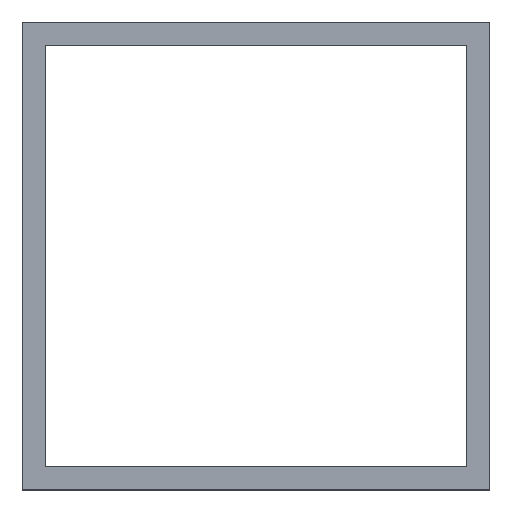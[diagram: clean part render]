
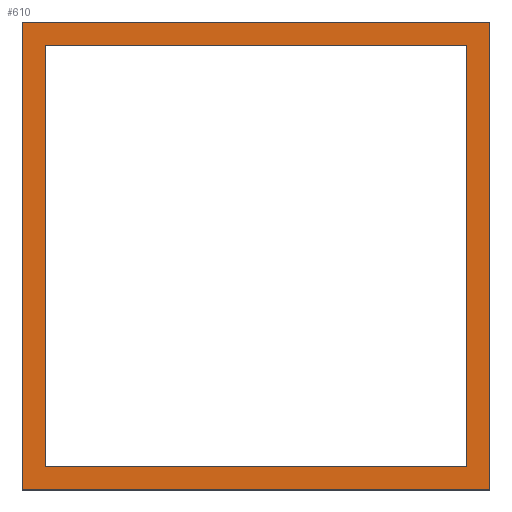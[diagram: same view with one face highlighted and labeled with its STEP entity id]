
A CAD part, front view. The second image highlights one B-rep face of the part: STEP entity #610.
In plain terms, the highlighted planar face has unit normal (0, -1, 0).
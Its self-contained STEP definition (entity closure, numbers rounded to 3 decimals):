
#57 = ORIENTED_EDGE ( 'NONE', *, *, #201, .T. ) ;
#82 = CARTESIAN_POINT ( 'NONE',  ( 18., 40., -133. ) ) ;
#166 = LINE ( 'NONE', #186, #1450 ) ;
#171 = CARTESIAN_POINT ( 'NONE',  ( -18., 40., -97. ) ) ;
#186 = CARTESIAN_POINT ( 'NONE',  ( 18., 40., -95. ) ) ;
#201 = EDGE_CURVE ( 'NONE', #3730, #1181, #2596, .T. ) ;
#203 = LINE ( 'NONE', #513, #2915 ) ;
#207 = PLANE ( 'NONE',  #500 ) ;
#214 = EDGE_CURVE ( 'NONE', #1801, #1604, #3866, .T. ) ;
#410 = VECTOR ( 'NONE', #2613, 1000. ) ;
#500 = AXIS2_PLACEMENT_3D ( 'NONE', #1419, #2627, #3845 ) ;
#513 = CARTESIAN_POINT ( 'NONE',  ( -20., 40., -95. ) ) ;
#516 = EDGE_LOOP ( 'NONE', ( #2068, #2196, #2669, #2264 ) ) ;
#610 = ADVANCED_FACE ( 'NONE', ( #804, #1709 ), #207, .F. ) ;
#697 = EDGE_CURVE ( 'NONE', #3730, #3270, #1212, .T. ) ;
#804 = FACE_OUTER_BOUND ( 'NONE', #2766, .T. ) ;
#809 = CARTESIAN_POINT ( 'NONE',  ( 20., 40., -95. ) ) ;
#901 = EDGE_CURVE ( 'NONE', #2674, #1708, #166, .T. ) ;
#929 = CARTESIAN_POINT ( 'NONE',  ( 18., 40., -97. ) ) ;
#950 = EDGE_CURVE ( 'NONE', #1181, #2030, #203, .T. ) ;
#1019 = CARTESIAN_POINT ( 'NONE',  ( -20., 40., -135. ) ) ;
#1179 = DIRECTION ( 'NONE',  ( -1., 0., 0. ) ) ;
#1181 = VERTEX_POINT ( 'NONE', #2390 ) ;
#1212 = LINE ( 'NONE', #2397, #3355 ) ;
#1277 = CARTESIAN_POINT ( 'NONE',  ( 20., 40., -95. ) ) ;
#1419 = CARTESIAN_POINT ( 'NONE',  ( 20., 40., -95. ) ) ;
#1450 = VECTOR ( 'NONE', #2641, 1000. ) ;
#1604 = VERTEX_POINT ( 'NONE', #2214 ) ;
#1708 = VERTEX_POINT ( 'NONE', #82 ) ;
#1709 = FACE_BOUND ( 'NONE', #516, .T. ) ;
#1801 = VERTEX_POINT ( 'NONE', #171 ) ;
#1862 = VECTOR ( 'NONE', #2670, 1000. ) ;
#2030 = VERTEX_POINT ( 'NONE', #1019 ) ;
#2050 = LINE ( 'NONE', #3265, #2314 ) ;
#2068 = ORIENTED_EDGE ( 'NONE', *, *, #214, .F. ) ;
#2196 = ORIENTED_EDGE ( 'NONE', *, *, #2603, .F. ) ;
#2214 = CARTESIAN_POINT ( 'NONE',  ( -18., 40., -133. ) ) ;
#2264 = ORIENTED_EDGE ( 'NONE', *, *, #3246, .T. ) ;
#2314 = VECTOR ( 'NONE', #2403, 1000. ) ;
#2337 = DIRECTION ( 'NONE',  ( 0., 0., -1. ) ) ;
#2363 = VECTOR ( 'NONE', #2702, 1000. ) ;
#2377 = DIRECTION ( 'NONE',  ( 0., 0., -1. ) ) ;
#2390 = CARTESIAN_POINT ( 'NONE',  ( -20., 40., -95. ) ) ;
#2397 = CARTESIAN_POINT ( 'NONE',  ( 20., 40., -95. ) ) ;
#2403 = DIRECTION ( 'NONE',  ( -1., 0., 0. ) ) ;
#2423 = ORIENTED_EDGE ( 'NONE', *, *, #3748, .F. ) ;
#2596 = LINE ( 'NONE', #809, #1862 ) ;
#2603 = EDGE_CURVE ( 'NONE', #2674, #1801, #3372, .T. ) ;
#2613 = DIRECTION ( 'NONE',  ( 0., 0., -1. ) ) ;
#2627 = DIRECTION ( 'NONE',  ( 0., 1., 0. ) ) ;
#2641 = DIRECTION ( 'NONE',  ( 0., 0., -1. ) ) ;
#2669 = ORIENTED_EDGE ( 'NONE', *, *, #901, .T. ) ;
#2670 = DIRECTION ( 'NONE',  ( -1., 0., 0. ) ) ;
#2674 = VERTEX_POINT ( 'NONE', #929 ) ;
#2702 = DIRECTION ( 'NONE',  ( -1., 0., 0. ) ) ;
#2766 = EDGE_LOOP ( 'NONE', ( #3376, #2423, #3553, #57 ) ) ;
#2915 = VECTOR ( 'NONE', #2337, 1000. ) ;
#2989 = CARTESIAN_POINT ( 'NONE',  ( 20., 40., -97. ) ) ;
#2994 = CARTESIAN_POINT ( 'NONE',  ( 20., 40., -135. ) ) ;
#3246 = EDGE_CURVE ( 'NONE', #1708, #1604, #2050, .T. ) ;
#3263 = VECTOR ( 'NONE', #1179, 1000. ) ;
#3265 = CARTESIAN_POINT ( 'NONE',  ( 20., 40., -133. ) ) ;
#3270 = VERTEX_POINT ( 'NONE', #3627 ) ;
#3294 = LINE ( 'NONE', #2994, #2363 ) ;
#3355 = VECTOR ( 'NONE', #2377, 1000. ) ;
#3372 = LINE ( 'NONE', #2989, #3263 ) ;
#3376 = ORIENTED_EDGE ( 'NONE', *, *, #950, .T. ) ;
#3553 = ORIENTED_EDGE ( 'NONE', *, *, #697, .F. ) ;
#3627 = CARTESIAN_POINT ( 'NONE',  ( 20., 40., -135. ) ) ;
#3730 = VERTEX_POINT ( 'NONE', #1277 ) ;
#3748 = EDGE_CURVE ( 'NONE', #3270, #2030, #3294, .T. ) ;
#3829 = CARTESIAN_POINT ( 'NONE',  ( -18., 40., -95. ) ) ;
#3845 = DIRECTION ( 'NONE',  ( 0., 0., 1. ) ) ;
#3866 = LINE ( 'NONE', #3829, #410 ) ;
